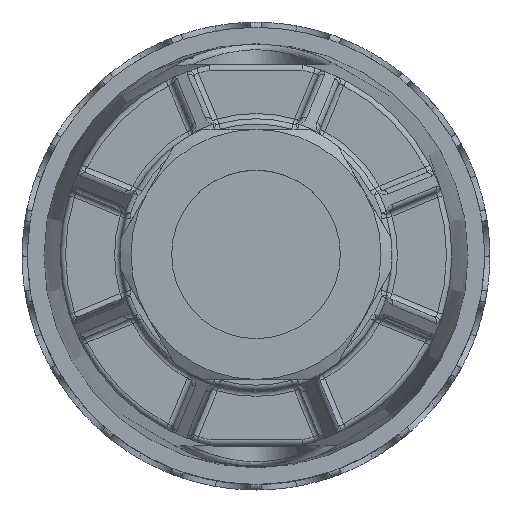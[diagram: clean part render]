
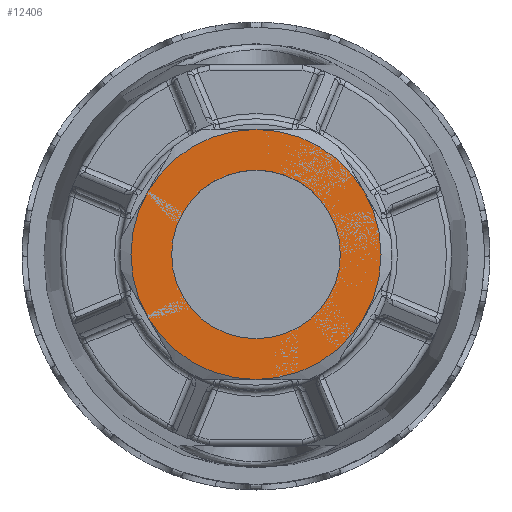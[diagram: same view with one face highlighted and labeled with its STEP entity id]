
A CAD part, top view. The second image highlights one B-rep face of the part: STEP entity #12406.
In plain terms, the highlighted face is planar.
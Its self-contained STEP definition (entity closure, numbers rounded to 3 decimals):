
#7683=FACE_BOUND('',#17469,.T.);
#7684=FACE_BOUND('',#17470,.T.);
#9178=PLANE('',#49461);
#12406=ADVANCED_FACE('',(#7683,#7684),#9178,.T.);
#17469=EDGE_LOOP('',(#34679));
#17470=EDGE_LOOP('',(#34680,#34681,#34682,#34683,#34684,#34685));
#34679=ORIENTED_EDGE('',*,*,#44066,.T.);
#34680=ORIENTED_EDGE('',*,*,#44107,.T.);
#34681=ORIENTED_EDGE('',*,*,#44106,.T.);
#34682=ORIENTED_EDGE('',*,*,#44077,.T.);
#34683=ORIENTED_EDGE('',*,*,#44084,.T.);
#34684=ORIENTED_EDGE('',*,*,#44088,.T.);
#34685=ORIENTED_EDGE('',*,*,#44070,.T.);
#38362=VERTEX_POINT('',#80086);
#38363=VERTEX_POINT('',#80091);
#38366=VERTEX_POINT('',#80098);
#38371=VERTEX_POINT('',#80113);
#38372=VERTEX_POINT('',#80117);
#38377=VERTEX_POINT('',#80135);
#38388=VERTEX_POINT('',#80198);
#44066=EDGE_CURVE('',#38362,#38362,#45592,.T.);
#44070=EDGE_CURVE('',#38363,#38366,#45594,.T.);
#44077=EDGE_CURVE('',#38371,#38372,#45597,.T.);
#44084=EDGE_CURVE('',#38372,#38377,#45600,.T.);
#44088=EDGE_CURVE('',#38377,#38363,#45602,.T.);
#44106=EDGE_CURVE('',#38388,#38371,#45608,.T.);
#44107=EDGE_CURVE('',#38366,#38388,#45609,.T.);
#45592=CIRCLE('',#49428,7.75);
#45594=CIRCLE('',#49431,11.5);
#45597=CIRCLE('',#49436,11.5);
#45600=CIRCLE('',#49441,11.5);
#45602=CIRCLE('',#49444,11.5);
#45608=CIRCLE('',#49458,11.5);
#45609=CIRCLE('',#49460,11.5);
#49428=AXIS2_PLACEMENT_3D('',#80085,#60030,#60031);
#49431=AXIS2_PLACEMENT_3D('',#80099,#60036,#60037);
#49436=AXIS2_PLACEMENT_3D('',#80118,#60048,#60049);
#49441=AXIS2_PLACEMENT_3D('',#80136,#60060,#60061);
#49444=AXIS2_PLACEMENT_3D('',#80147,#60066,#60067);
#49458=AXIS2_PLACEMENT_3D('',#80201,#60097,#60098);
#49460=AXIS2_PLACEMENT_3D('',#80203,#60101,#60102);
#49461=AXIS2_PLACEMENT_3D('',#80204,#60103,#60104);
#60030=DIRECTION('',(1.,0.,0.));
#60031=DIRECTION('',(0.,1.,0.));
#60036=DIRECTION('',(-1.,0.,0.));
#60037=DIRECTION('',(0.,0.5,0.866));
#60048=DIRECTION('',(-1.,0.,0.));
#60049=DIRECTION('',(0.,-0.5,-0.866));
#60060=DIRECTION('',(-1.,0.,0.));
#60061=DIRECTION('',(0.,-1.,0.));
#60066=DIRECTION('',(-1.,0.,0.));
#60067=DIRECTION('',(0.,-0.5,0.866));
#60097=DIRECTION('',(-1.,0.,0.));
#60098=DIRECTION('',(0.,0.5,-0.866));
#60101=DIRECTION('',(-1.,0.,0.));
#60102=DIRECTION('',(0.,1.,0.));
#60103=DIRECTION('',(-1.,0.,0.));
#60104=DIRECTION('',(0.,1.,0.));
#80085=CARTESIAN_POINT('',(-38.902,-0.559,0.));
#80086=CARTESIAN_POINT('',(-38.902,7.191,0.));
#80091=CARTESIAN_POINT('',(-38.902,5.191,9.959));
#80098=CARTESIAN_POINT('',(-38.902,10.941,0.));
#80099=CARTESIAN_POINT('',(-38.902,-0.559,0.));
#80113=CARTESIAN_POINT('',(-38.902,-6.309,-9.959));
#80117=CARTESIAN_POINT('',(-38.902,-12.059,0.));
#80118=CARTESIAN_POINT('',(-38.902,-0.559,0.));
#80135=CARTESIAN_POINT('',(-38.902,-6.309,9.959));
#80136=CARTESIAN_POINT('',(-38.902,-0.559,0.));
#80147=CARTESIAN_POINT('',(-38.902,-0.559,0.));
#80198=CARTESIAN_POINT('',(-38.902,5.191,-9.959));
#80201=CARTESIAN_POINT('',(-38.902,-0.559,0.));
#80203=CARTESIAN_POINT('',(-38.902,-0.559,0.));
#80204=CARTESIAN_POINT('',(-38.902,-13.209,12.65));
